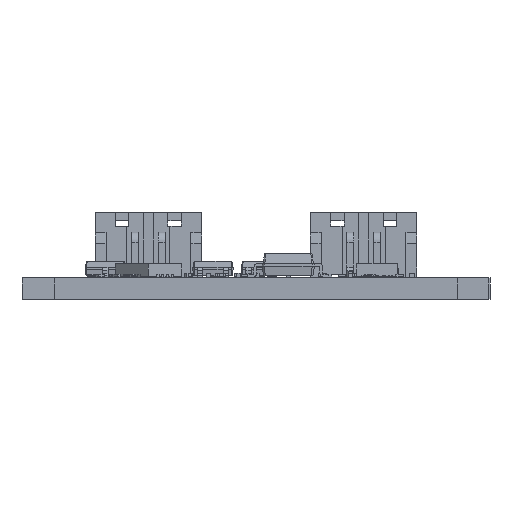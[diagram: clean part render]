
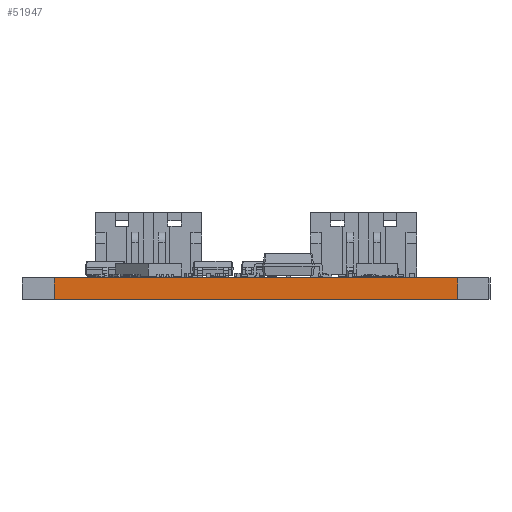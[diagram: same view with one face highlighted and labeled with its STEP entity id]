
A CAD part, front view. The second image highlights one B-rep face of the part: STEP entity #51947.
In plain terms, the highlighted planar face has unit normal (0, -1, 0).
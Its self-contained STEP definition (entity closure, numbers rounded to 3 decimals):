
#49942 = PLANE('',#49943);
#49943 = AXIS2_PLACEMENT_3D('',#49944,#49945,#49946);
#49944 = CARTESIAN_POINT('',(-0.043,0.,
    1.6));
#49945 = DIRECTION('',(0.,0.,-1.));
#49946 = DIRECTION('',(-1.,0.,0.));
#49996 = PLANE('',#49997);
#49997 = AXIS2_PLACEMENT_3D('',#49998,#49999,#50000);
#49998 = CARTESIAN_POINT('',(-0.043,0.,
    0.));
#49999 = DIRECTION('',(0.,0.,-1.));
#50000 = DIRECTION('',(-1.,0.,0.));
#51839 = PLANE('',#51840);
#51840 = AXIS2_PLACEMENT_3D('',#51841,#51842,#51843);
#51841 = CARTESIAN_POINT('',(15.,-14.4,0.));
#51842 = DIRECTION('',(1.,0.,0.));
#51843 = DIRECTION('',(0.,-1.,0.));
#51877 = VERTEX_POINT('',#51878);
#51878 = CARTESIAN_POINT('',(15.,-15.,1.6));
#51899 = EDGE_CURVE('',#51900,#51877,#51902,.T.);
#51900 = VERTEX_POINT('',#51901);
#51901 = CARTESIAN_POINT('',(15.,-15.,0.));
#51902 = SURFACE_CURVE('',#51903,(#51907,#51914),.PCURVE_S1.);
#51903 = LINE('',#51904,#51905);
#51904 = CARTESIAN_POINT('',(15.,-15.,0.));
#51905 = VECTOR('',#51906,1.);
#51906 = DIRECTION('',(0.,0.,1.));
#51907 = PCURVE('',#51839,#51908);
#51908 = DEFINITIONAL_REPRESENTATION('',(#51909),#51913);
#51909 = LINE('',#51910,#51911);
#51910 = CARTESIAN_POINT('',(0.6,0.));
#51911 = VECTOR('',#51912,1.);
#51912 = DIRECTION('',(0.,-1.));
#51913 = ( GEOMETRIC_REPRESENTATION_CONTEXT(2) 
PARAMETRIC_REPRESENTATION_CONTEXT() REPRESENTATION_CONTEXT('2D SPACE',''
  ) );
#51914 = PCURVE('',#51915,#51920);
#51915 = PLANE('',#51916);
#51916 = AXIS2_PLACEMENT_3D('',#51917,#51918,#51919);
#51917 = CARTESIAN_POINT('',(15.,-15.,0.));
#51918 = DIRECTION('',(0.,-1.,0.));
#51919 = DIRECTION('',(-1.,0.,0.));
#51920 = DEFINITIONAL_REPRESENTATION('',(#51921),#51925);
#51921 = LINE('',#51922,#51923);
#51922 = CARTESIAN_POINT('',(0.,0.));
#51923 = VECTOR('',#51924,1.);
#51924 = DIRECTION('',(0.,-1.));
#51925 = ( GEOMETRIC_REPRESENTATION_CONTEXT(2) 
PARAMETRIC_REPRESENTATION_CONTEXT() REPRESENTATION_CONTEXT('2D SPACE',''
  ) );
#51947 = ADVANCED_FACE('',(#51948),#51915,.T.);
#51948 = FACE_BOUND('',#51949,.T.);
#51949 = EDGE_LOOP('',(#51950,#51951,#51974,#52002));
#51950 = ORIENTED_EDGE('',*,*,#51899,.T.);
#51951 = ORIENTED_EDGE('',*,*,#51952,.T.);
#51952 = EDGE_CURVE('',#51877,#51953,#51955,.T.);
#51953 = VERTEX_POINT('',#51954);
#51954 = CARTESIAN_POINT('',(-15.,-15.,1.6));
#51955 = SURFACE_CURVE('',#51956,(#51960,#51967),.PCURVE_S1.);
#51956 = LINE('',#51957,#51958);
#51957 = CARTESIAN_POINT('',(15.,-15.,1.6));
#51958 = VECTOR('',#51959,1.);
#51959 = DIRECTION('',(-1.,0.,0.));
#51960 = PCURVE('',#51915,#51961);
#51961 = DEFINITIONAL_REPRESENTATION('',(#51962),#51966);
#51962 = LINE('',#51963,#51964);
#51963 = CARTESIAN_POINT('',(0.,-1.6));
#51964 = VECTOR('',#51965,1.);
#51965 = DIRECTION('',(1.,0.));
#51966 = ( GEOMETRIC_REPRESENTATION_CONTEXT(2) 
PARAMETRIC_REPRESENTATION_CONTEXT() REPRESENTATION_CONTEXT('2D SPACE',''
  ) );
#51967 = PCURVE('',#49942,#51968);
#51968 = DEFINITIONAL_REPRESENTATION('',(#51969),#51973);
#51969 = LINE('',#51970,#51971);
#51970 = CARTESIAN_POINT('',(-15.043,-15.));
#51971 = VECTOR('',#51972,1.);
#51972 = DIRECTION('',(1.,0.));
#51973 = ( GEOMETRIC_REPRESENTATION_CONTEXT(2) 
PARAMETRIC_REPRESENTATION_CONTEXT() REPRESENTATION_CONTEXT('2D SPACE',''
  ) );
#51974 = ORIENTED_EDGE('',*,*,#51975,.F.);
#51975 = EDGE_CURVE('',#51976,#51953,#51978,.T.);
#51976 = VERTEX_POINT('',#51977);
#51977 = CARTESIAN_POINT('',(-15.,-15.,0.));
#51978 = SURFACE_CURVE('',#51979,(#51983,#51990),.PCURVE_S1.);
#51979 = LINE('',#51980,#51981);
#51980 = CARTESIAN_POINT('',(-15.,-15.,0.));
#51981 = VECTOR('',#51982,1.);
#51982 = DIRECTION('',(0.,0.,1.));
#51983 = PCURVE('',#51915,#51984);
#51984 = DEFINITIONAL_REPRESENTATION('',(#51985),#51989);
#51985 = LINE('',#51986,#51987);
#51986 = CARTESIAN_POINT('',(30.,0.));
#51987 = VECTOR('',#51988,1.);
#51988 = DIRECTION('',(0.,-1.));
#51989 = ( GEOMETRIC_REPRESENTATION_CONTEXT(2) 
PARAMETRIC_REPRESENTATION_CONTEXT() REPRESENTATION_CONTEXT('2D SPACE',''
  ) );
#51990 = PCURVE('',#51991,#51996);
#51991 = PLANE('',#51992);
#51992 = AXIS2_PLACEMENT_3D('',#51993,#51994,#51995);
#51993 = CARTESIAN_POINT('',(-15.,-15.,0.));
#51994 = DIRECTION('',(-1.,0.,0.));
#51995 = DIRECTION('',(0.,1.,0.));
#51996 = DEFINITIONAL_REPRESENTATION('',(#51997),#52001);
#51997 = LINE('',#51998,#51999);
#51998 = CARTESIAN_POINT('',(0.,0.));
#51999 = VECTOR('',#52000,1.);
#52000 = DIRECTION('',(0.,-1.));
#52001 = ( GEOMETRIC_REPRESENTATION_CONTEXT(2) 
PARAMETRIC_REPRESENTATION_CONTEXT() REPRESENTATION_CONTEXT('2D SPACE',''
  ) );
#52002 = ORIENTED_EDGE('',*,*,#52003,.F.);
#52003 = EDGE_CURVE('',#51900,#51976,#52004,.T.);
#52004 = SURFACE_CURVE('',#52005,(#52009,#52016),.PCURVE_S1.);
#52005 = LINE('',#52006,#52007);
#52006 = CARTESIAN_POINT('',(15.,-15.,0.));
#52007 = VECTOR('',#52008,1.);
#52008 = DIRECTION('',(-1.,0.,0.));
#52009 = PCURVE('',#51915,#52010);
#52010 = DEFINITIONAL_REPRESENTATION('',(#52011),#52015);
#52011 = LINE('',#52012,#52013);
#52012 = CARTESIAN_POINT('',(0.,0.));
#52013 = VECTOR('',#52014,1.);
#52014 = DIRECTION('',(1.,0.));
#52015 = ( GEOMETRIC_REPRESENTATION_CONTEXT(2) 
PARAMETRIC_REPRESENTATION_CONTEXT() REPRESENTATION_CONTEXT('2D SPACE',''
  ) );
#52016 = PCURVE('',#49996,#52017);
#52017 = DEFINITIONAL_REPRESENTATION('',(#52018),#52022);
#52018 = LINE('',#52019,#52020);
#52019 = CARTESIAN_POINT('',(-15.043,-15.));
#52020 = VECTOR('',#52021,1.);
#52021 = DIRECTION('',(1.,0.));
#52022 = ( GEOMETRIC_REPRESENTATION_CONTEXT(2) 
PARAMETRIC_REPRESENTATION_CONTEXT() REPRESENTATION_CONTEXT('2D SPACE',''
  ) );
